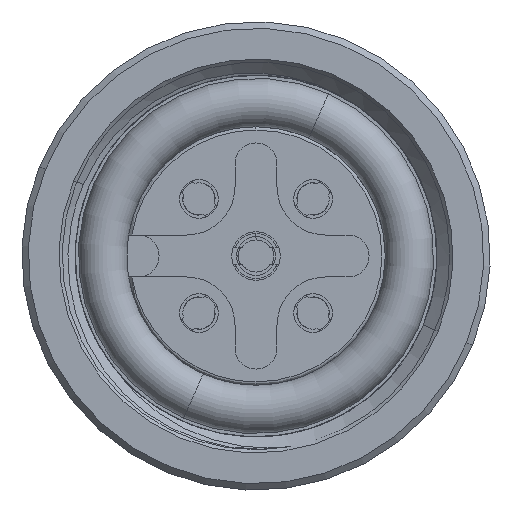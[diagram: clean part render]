
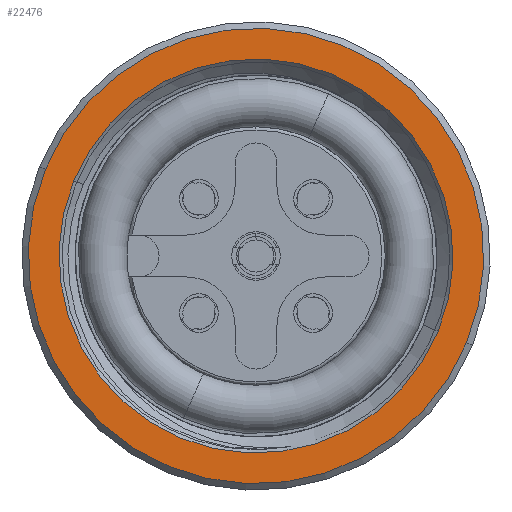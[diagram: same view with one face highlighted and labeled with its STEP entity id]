
A CAD part, left-side view. The second image highlights one B-rep face of the part: STEP entity #22476.
In plain terms, the highlighted face is planar.
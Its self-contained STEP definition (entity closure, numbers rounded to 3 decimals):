
#467 = CIRCLE ( 'NONE', #20569, 7.05 ) ;
#956 = CIRCLE ( 'NONE', #22296, 7.05 ) ;
#2379 = DIRECTION ( 'NONE',  ( 0., 0., 1. ) ) ;
#3195 = CARTESIAN_POINT ( 'NONE',  ( 11., 0., 0. ) ) ;
#3439 = VERTEX_POINT ( 'NONE', #6975 ) ;
#4552 = ORIENTED_EDGE ( 'NONE', *, *, #9861, .T. ) ;
#6067 = DIRECTION ( 'NONE',  ( 0., 0., 1. ) ) ;
#6267 = ORIENTED_EDGE ( 'NONE', *, *, #21915, .T. ) ;
#6975 = CARTESIAN_POINT ( 'NONE',  ( 11., 0., 6.1 ) ) ;
#7803 = CARTESIAN_POINT ( 'NONE',  ( 11., 0., 0. ) ) ;
#9633 = DIRECTION ( 'NONE',  ( -1., 0., 0. ) ) ;
#9739 = CARTESIAN_POINT ( 'NONE',  ( 11., 0., -6.1 ) ) ;
#9861 = EDGE_CURVE ( 'NONE', #32470, #3439, #16346, .T. ) ;
#11546 = CARTESIAN_POINT ( 'NONE',  ( 11., 0., 7.05 ) ) ;
#12872 = DIRECTION ( 'NONE',  ( -1., 0., 0. ) ) ;
#13642 = DIRECTION ( 'NONE',  ( -1., 0., 0. ) ) ;
#14519 = AXIS2_PLACEMENT_3D ( 'NONE', #19755, #13642, #2379 ) ;
#16308 = ORIENTED_EDGE ( 'NONE', *, *, #31316, .T. ) ;
#16346 = CIRCLE ( 'NONE', #23085, 6.1 ) ;
#16873 = PLANE ( 'NONE',  #14519 ) ;
#18591 = CARTESIAN_POINT ( 'NONE',  ( 11., 0., 0. ) ) ;
#19755 = CARTESIAN_POINT ( 'NONE',  ( 11., 7.25, 0. ) ) ;
#20569 = AXIS2_PLACEMENT_3D ( 'NONE', #7803, #33034, #24253 ) ;
#21274 = DIRECTION ( 'NONE',  ( 0., 0., 1. ) ) ;
#21454 = CARTESIAN_POINT ( 'NONE',  ( 11., 0., 0. ) ) ;
#21915 = EDGE_CURVE ( 'NONE', #35848, #30453, #467, .T. ) ;
#22253 = FACE_OUTER_BOUND ( 'NONE', #29769, .T. ) ;
#22296 = AXIS2_PLACEMENT_3D ( 'NONE', #3195, #35090, #6067 ) ;
#22476 = ADVANCED_FACE ( 'NONE', ( #22253, #31574 ), #16873, .F. ) ;
#23085 = AXIS2_PLACEMENT_3D ( 'NONE', #21454, #9633, #21274 ) ;
#24144 = DIRECTION ( 'NONE',  ( 0., 0., 1. ) ) ;
#24253 = DIRECTION ( 'NONE',  ( 0., 0., 1. ) ) ;
#24461 = CARTESIAN_POINT ( 'NONE',  ( 11., 0., -7.05 ) ) ;
#29769 = EDGE_LOOP ( 'NONE', ( #6267, #33351 ) ) ;
#30101 = CIRCLE ( 'NONE', #33178, 6.1 ) ;
#30453 = VERTEX_POINT ( 'NONE', #24461 ) ;
#31316 = EDGE_CURVE ( 'NONE', #3439, #32470, #30101, .T. ) ;
#31574 = FACE_BOUND ( 'NONE', #33735, .T. ) ;
#32470 = VERTEX_POINT ( 'NONE', #9739 ) ;
#32735 = EDGE_CURVE ( 'NONE', #30453, #35848, #956, .T. ) ;
#33034 = DIRECTION ( 'NONE',  ( 1., 0., 0. ) ) ;
#33178 = AXIS2_PLACEMENT_3D ( 'NONE', #18591, #12872, #24144 ) ;
#33351 = ORIENTED_EDGE ( 'NONE', *, *, #32735, .T. ) ;
#33735 = EDGE_LOOP ( 'NONE', ( #4552, #16308 ) ) ;
#35090 = DIRECTION ( 'NONE',  ( 1., 0., 0. ) ) ;
#35848 = VERTEX_POINT ( 'NONE', #11546 ) ;
